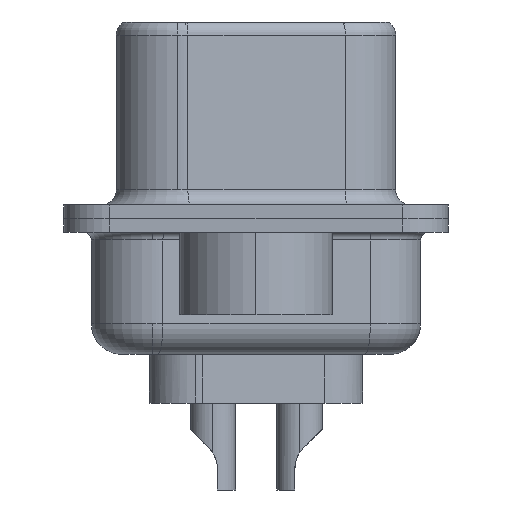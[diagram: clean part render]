
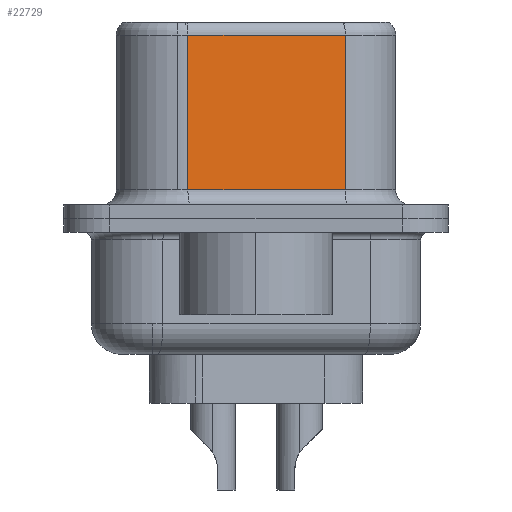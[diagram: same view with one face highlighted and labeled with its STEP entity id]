
A CAD part, left-side view. The second image highlights one B-rep face of the part: STEP entity #22729.
In plain terms, the highlighted planar face has unit normal (-0.985, -0.174, 0).
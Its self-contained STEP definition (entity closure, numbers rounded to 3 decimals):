
#1312 = ORIENTED_EDGE ( 'NONE', *, *, #11669, .F. ) ;
#2485 = VECTOR ( 'NONE', #23807, 1000. ) ;
#3159 = LINE ( 'NONE', #13430, #2485 ) ;
#5755 = VECTOR ( 'NONE', #23102, 1000. ) ;
#5776 = ORIENTED_EDGE ( 'NONE', *, *, #23342, .T. ) ;
#6476 = AXIS2_PLACEMENT_3D ( 'NONE', #7758, #22292, #9852 ) ;
#6516 = CARTESIAN_POINT ( 'NONE',  ( 4.58, -2.927, 6.02 ) ) ;
#7758 = CARTESIAN_POINT ( 'NONE',  ( 4.58, -2.927, 6.52 ) ) ;
#7850 = VERTEX_POINT ( 'NONE', #14967 ) ;
#8432 = LINE ( 'NONE', #12330, #13244 ) ;
#9852 = DIRECTION ( 'NONE',  ( -0.174, 0.985, 0. ) ) ;
#10432 = VERTEX_POINT ( 'NONE', #11188 ) ;
#11188 = CARTESIAN_POINT ( 'NONE',  ( 4.58, -2.927, 0.95 ) ) ;
#11470 = VECTOR ( 'NONE', #17410, 1000. ) ;
#11669 = EDGE_CURVE ( 'NONE', #15732, #10432, #3159, .T. ) ;
#11955 = EDGE_CURVE ( 'NONE', #7850, #17035, #8432, .T. ) ;
#12330 = CARTESIAN_POINT ( 'NONE',  ( 3.67, 2.233, 6.52 ) ) ;
#12939 = CARTESIAN_POINT ( 'NONE',  ( 3.67, 2.233, 0.95 ) ) ;
#13244 = VECTOR ( 'NONE', #26901, 1000. ) ;
#13430 = CARTESIAN_POINT ( 'NONE',  ( 4.58, -2.927, 6.52 ) ) ;
#14768 = FACE_OUTER_BOUND ( 'NONE', #18368, .T. ) ;
#14967 = CARTESIAN_POINT ( 'NONE',  ( 3.67, 2.233, 6.02 ) ) ;
#15363 = CARTESIAN_POINT ( 'NONE',  ( 4.58, -2.927, 0.95 ) ) ;
#15732 = VERTEX_POINT ( 'NONE', #18870 ) ;
#17035 = VERTEX_POINT ( 'NONE', #12939 ) ;
#17410 = DIRECTION ( 'NONE',  ( 0.174, -0.985, 0. ) ) ;
#17492 = LINE ( 'NONE', #6516, #5755 ) ;
#18144 = PLANE ( 'NONE',  #6476 ) ;
#18368 = EDGE_LOOP ( 'NONE', ( #1312, #20538, #20116, #5776 ) ) ;
#18870 = CARTESIAN_POINT ( 'NONE',  ( 4.58, -2.927, 6.02 ) ) ;
#20116 = ORIENTED_EDGE ( 'NONE', *, *, #11955, .T. ) ;
#20538 = ORIENTED_EDGE ( 'NONE', *, *, #21056, .T. ) ;
#21056 = EDGE_CURVE ( 'NONE', #15732, #7850, #17492, .T. ) ;
#21873 = LINE ( 'NONE', #15363, #11470 ) ;
#22292 = DIRECTION ( 'NONE',  ( 0.985, 0.174, 0. ) ) ;
#22729 = ADVANCED_FACE ( 'NONE', ( #14768 ), #18144, .F. ) ;
#23102 = DIRECTION ( 'NONE',  ( -0.174, 0.985, 0. ) ) ;
#23342 = EDGE_CURVE ( 'NONE', #17035, #10432, #21873, .T. ) ;
#23807 = DIRECTION ( 'NONE',  ( 0., 0., -1. ) ) ;
#26901 = DIRECTION ( 'NONE',  ( 0., 0., -1. ) ) ;
